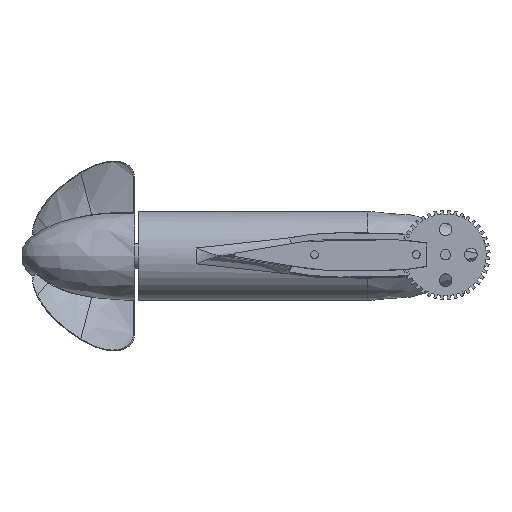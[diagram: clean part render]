
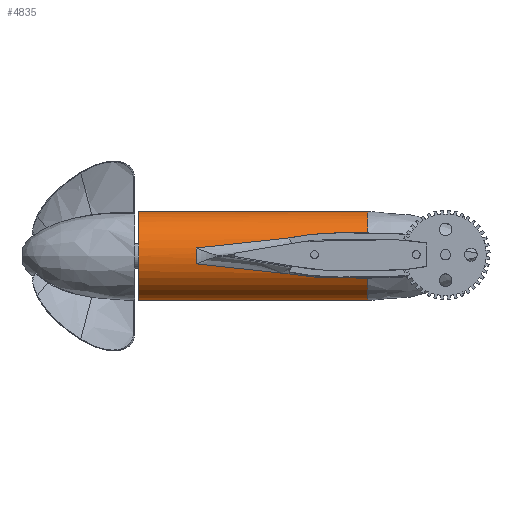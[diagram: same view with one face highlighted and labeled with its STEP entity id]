
A CAD part, top view. The second image highlights one B-rep face of the part: STEP entity #4835.
In plain terms, the highlighted cylindrical face has radius 35.15 mm (diameter 70.3 mm), a full revolution.
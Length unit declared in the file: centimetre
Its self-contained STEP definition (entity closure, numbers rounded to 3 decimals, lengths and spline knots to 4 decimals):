
#87=CYLINDRICAL_SURFACE('',#5123,3.515);
#193=CIRCLE('',#5117,3.515);
#198=CIRCLE('',#5124,3.515);
#199=CIRCLE('',#5125,3.515);
#200=CIRCLE('',#5126,3.515);
#349=FACE_OUTER_BOUND('',#618,.T.);
#618=EDGE_LOOP('',(#3265,#3266,#3267,#3268,#3269,#3270,#3271,#3272));
#918=B_SPLINE_CURVE_WITH_KNOTS('',3,(#7141,#7142,#7143,#7144,#7145,#7146,
#7147,#7148,#7149,#7150,#7151,#7152,#7153,#7154,#7155),.UNSPECIFIED.,.F.,
 .F.,(4,1,1,1,1,1,1,1,1,1,2,4),(-10.6962,-8.557,-6.4177,
-5.3481,-4.2785,-3.2089,-2.1392,
-1.0696,-0.5348,-0.2674,0.,2.9094),
 .UNSPECIFIED.);
#924=B_SPLINE_CURVE_WITH_KNOTS('',3,(#7534,#7535,#7536,#7537,#7538,#7539,
#7540,#7541,#7542,#7543,#7544,#7545,#7546,#7547,#7548,#7549,#7550),
 .UNSPECIFIED.,.F.,.F.,(4,1,1,1,2,1,1,1,1,1,1,1,1,4),(-13.6056,
-12.4418,-11.2781,-10.9871,-10.6962,
-10.1614,-9.6266,-8.557,-7.4873,
-6.4177,-5.3481,-4.2785,-2.1392,
0.),.UNSPECIFIED.);
#999=LINE('',#7647,#1488);
#1488=VECTOR('',#5537,3.515);
#1987=VERTEX_POINT('',#7012);
#1988=VERTEX_POINT('',#7023);
#1990=VERTEX_POINT('',#7139);
#1994=VERTEX_POINT('',#7419);
#1997=VERTEX_POINT('',#7644);
#1998=VERTEX_POINT('',#7646);
#2481=EDGE_CURVE('',#1987,#1988,#193,.T.);
#2485=EDGE_CURVE('',#1990,#1987,#918,.T.);
#2494=EDGE_CURVE('',#1988,#1994,#924,.T.);
#2500=EDGE_CURVE('',#1997,#1997,#198,.T.);
#2501=EDGE_CURVE('',#1997,#1998,#999,.T.);
#2502=EDGE_CURVE('',#1998,#1994,#199,.T.);
#2503=EDGE_CURVE('',#1990,#1998,#200,.T.);
#3265=ORIENTED_EDGE('',*,*,#2500,.F.);
#3266=ORIENTED_EDGE('',*,*,#2501,.T.);
#3267=ORIENTED_EDGE('',*,*,#2502,.T.);
#3268=ORIENTED_EDGE('',*,*,#2494,.F.);
#3269=ORIENTED_EDGE('',*,*,#2481,.F.);
#3270=ORIENTED_EDGE('',*,*,#2485,.F.);
#3271=ORIENTED_EDGE('',*,*,#2503,.T.);
#3272=ORIENTED_EDGE('',*,*,#2501,.F.);
#4835=ADVANCED_FACE('',(#349),#87,.T.);
#5117=AXIS2_PLACEMENT_3D('',#7024,#5519,#5520);
#5123=AXIS2_PLACEMENT_3D('',#7643,#5533,#5534);
#5124=AXIS2_PLACEMENT_3D('',#7645,#5535,#5536);
#5125=AXIS2_PLACEMENT_3D('',#7648,#5538,#5539);
#5126=AXIS2_PLACEMENT_3D('',#7649,#5540,#5541);
#5519=DIRECTION('center_axis',(1.,0.,0.));
#5520=DIRECTION('ref_axis',(0.,0.,1.));
#5533=DIRECTION('center_axis',(-1.,0.,0.));
#5534=DIRECTION('ref_axis',(0.,-1.,0.));
#5535=DIRECTION('center_axis',(-1.,0.,0.));
#5536=DIRECTION('ref_axis',(0.,-1.,0.));
#5537=DIRECTION('',(1.,0.,0.));
#5538=DIRECTION('center_axis',(-1.,0.,0.));
#5539=DIRECTION('ref_axis',(0.,0.,-1.));
#5540=DIRECTION('center_axis',(-1.,0.,0.));
#5541=DIRECTION('ref_axis',(0.,0.,-1.));
#7012=CARTESIAN_POINT('',(-20.85,1.1252,-38.791));
#7023=CARTESIAN_POINT('',(-20.85,-0.1252,-38.791));
#7024=CARTESIAN_POINT('Origin',(-20.85,0.5,-42.25));
#7139=CARTESIAN_POINT('',(-7.35,2.2467,-39.1997));
#7141=CARTESIAN_POINT('Ctrl Pts',(-7.35,2.2467,-39.1997));
#7142=CARTESIAN_POINT('Ctrl Pts',(-8.063,2.2551,-39.2045));
#7143=CARTESIAN_POINT('Ctrl Pts',(-9.499,2.2615,-39.2084));
#7144=CARTESIAN_POINT('Ctrl Pts',(-11.2775,2.2098,-39.1781));
#7145=CARTESIAN_POINT('Ctrl Pts',(-12.6927,2.074,-39.1059));
#7146=CARTESIAN_POINT('Ctrl Pts',(-13.7404,1.915,-39.0305));
#7147=CARTESIAN_POINT('Ctrl Pts',(-14.786,1.7422,-38.9602));
#7148=CARTESIAN_POINT('Ctrl Pts',(-15.8385,1.5904,-38.9074));
#7149=CARTESIAN_POINT('Ctrl Pts',(-16.7205,1.4881,-38.8764));
#7150=CARTESIAN_POINT('Ctrl Pts',(-17.3391,1.4267,-38.8593));
#7151=CARTESIAN_POINT('Ctrl Pts',(-17.693,1.3942,-38.8506));
#7152=CARTESIAN_POINT('Ctrl Pts',(-17.8701,1.3788,-38.8466));
#7153=CARTESIAN_POINT('Ctrl Pts',(-18.9223,1.2892,-38.8237));
#7154=CARTESIAN_POINT('Ctrl Pts',(-19.8861,1.2072,-38.8059));
#7155=CARTESIAN_POINT('Ctrl Pts',(-20.85,1.1252,-38.791));
#7419=CARTESIAN_POINT('',(-7.35,-1.2467,-39.1997));
#7534=CARTESIAN_POINT('Ctrl Pts',(-20.85,-0.1252,-38.791));
#7535=CARTESIAN_POINT('Ctrl Pts',(-20.4645,-0.158,-38.797));
#7536=CARTESIAN_POINT('Ctrl Pts',(-19.6934,-0.2236,
-38.8098));
#7537=CARTESIAN_POINT('Ctrl Pts',(-18.826,-0.2974,
-38.8264));
#7538=CARTESIAN_POINT('Ctrl Pts',(-18.2478,-0.3466,
-38.8384));
#7539=CARTESIAN_POINT('Ctrl Pts',(-18.055,-0.363,
-38.8426));
#7540=CARTESIAN_POINT('Ctrl Pts',(-17.7815,-0.3863,
-38.8485));
#7541=CARTESIAN_POINT('Ctrl Pts',(-17.4274,-0.4179,
-38.8568));
#7542=CARTESIAN_POINT('Ctrl Pts',(-16.7205,-0.4881,
-38.8764));
#7543=CARTESIAN_POINT('Ctrl Pts',(-15.8385,-0.5903,
-38.9073));
#7544=CARTESIAN_POINT('Ctrl Pts',(-14.786,-0.7422,-38.9602));
#7545=CARTESIAN_POINT('Ctrl Pts',(-13.7404,-0.9149,
-39.0305));
#7546=CARTESIAN_POINT('Ctrl Pts',(-12.6927,-1.074,-39.1059));
#7547=CARTESIAN_POINT('Ctrl Pts',(-11.2778,-1.2103,-39.1783));
#7548=CARTESIAN_POINT('Ctrl Pts',(-9.4986,-1.261,-39.2083));
#7549=CARTESIAN_POINT('Ctrl Pts',(-8.063,-1.2551,-39.2045));
#7550=CARTESIAN_POINT('Ctrl Pts',(-7.35,-1.2467,-39.1997));
#7643=CARTESIAN_POINT('Origin',(1.65,0.5,-42.25));
#7644=CARTESIAN_POINT('',(-25.37,4.015,-42.25));
#7645=CARTESIAN_POINT('Origin',(-25.37,0.5,-42.25));
#7646=CARTESIAN_POINT('',(-7.35,4.015,-42.25));
#7647=CARTESIAN_POINT('',(1.65,4.015,-42.25));
#7648=CARTESIAN_POINT('Origin',(-7.35,0.5,-42.25));
#7649=CARTESIAN_POINT('Origin',(-7.35,0.5,-42.25));
